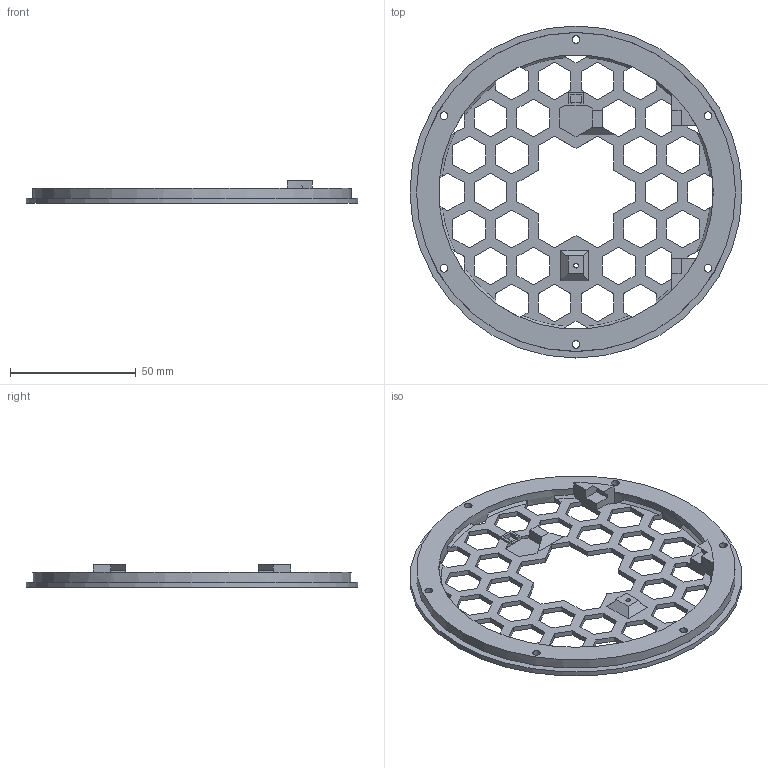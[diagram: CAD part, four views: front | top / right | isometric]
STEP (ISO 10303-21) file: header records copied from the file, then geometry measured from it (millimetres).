
FILE_DESCRIPTION(/* description */ (''),/* implementation_level */ '2;1');
FILE_NAME(/* name */ 'Pan Mount Bearing Clamp.stp',/* time_stamp */ '2020-09-01T18:52:39+01:00',/* author */ ('isaac879'),/* organization */ (''),/* preprocessor_version */ 'ST-DEVELOPER v18',/* originating_system */ 'Autodesk Inventor 2020',/* authorisation */ '');
FILE_SCHEMA (('AUTOMOTIVE_DESIGN { 1 0 10303 214 3 1 1 }'));
Length unit declared in the file: millimetre
Products named in the file (1): Pan Mount Bearing Clamp
Bounding box: 132 x 132 x 8.92 mm (x, y, z)
Volume: 30112.4 mm3; surface area: 24262.3 mm2
Topology: 1 solids, 1 shells, 275 faces, 870 edges, 578 vertices
Faces by surface type: plane 244, cylinder 19, cone 12
Full cylindrical faces by diameter (mm): 1.8 x1, 3.1 x6, 6 x6, 126.8 x1, 132 x1
Entity records: 9756 total; most frequent: CARTESIAN_POINT 1774, ORIENTED_EDGE 1744, DIRECTION 1513, EDGE_CURVE 872, LINE 735, VECTOR 735, VERTEX_POINT 578, AXIS2_PLACEMENT_3D 389
